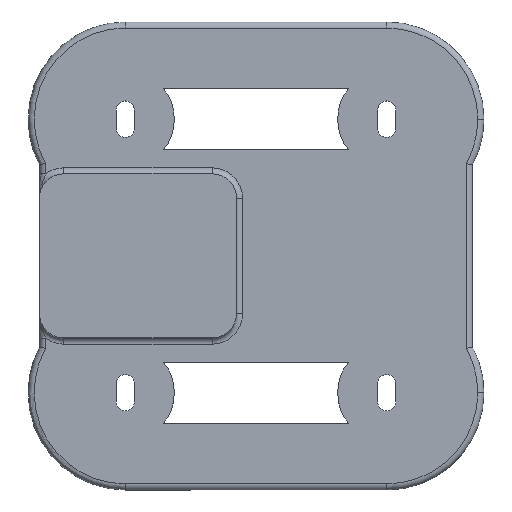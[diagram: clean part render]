
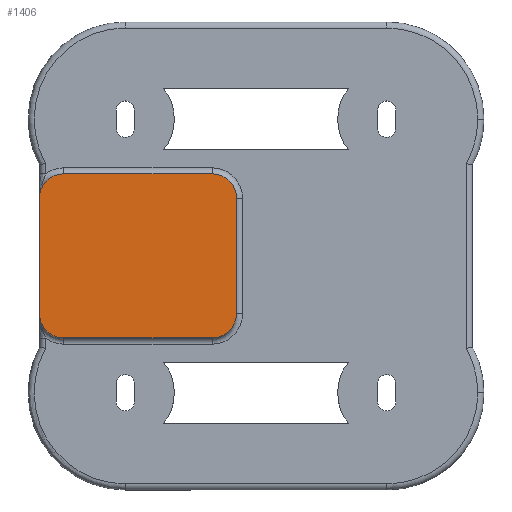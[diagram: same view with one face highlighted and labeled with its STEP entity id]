
A CAD part, top view. The second image highlights one B-rep face of the part: STEP entity #1406.
In plain terms, the highlighted planar face has unit normal (0, 0, 1).
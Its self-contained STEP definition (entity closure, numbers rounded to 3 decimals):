
#12 = ORIENTED_EDGE ( 'NONE', *, *, #687, .T. ) ;
#33 = DIRECTION ( 'NONE',  ( 1., 0., 0. ) ) ;
#52 = DIRECTION ( 'NONE',  ( 0., 1., 0. ) ) ;
#74 = DIRECTION ( 'NONE',  ( 0., -1., 0. ) ) ;
#124 = LINE ( 'NONE', #1942, #1469 ) ;
#175 = CIRCLE ( 'NONE', #1912, 4. ) ;
#247 = DIRECTION ( 'NONE',  ( 1., 0., 0. ) ) ;
#327 = EDGE_CURVE ( 'NONE', #1094, #1759, #900, .T. ) ;
#352 = DIRECTION ( 'NONE',  ( 1., 0., 0. ) ) ;
#366 = CARTESIAN_POINT ( 'NONE',  ( -7.22, -32., 12.8 ) ) ;
#422 = CARTESIAN_POINT ( 'NONE',  ( -7.22, -36., 12.8 ) ) ;
#429 = ORIENTED_EDGE ( 'NONE', *, *, #327, .T. ) ;
#444 = CARTESIAN_POINT ( 'NONE',  ( -3.22, -36., 12.8 ) ) ;
#512 = DIRECTION ( 'NONE',  ( 1., 0., 0. ) ) ;
#514 = EDGE_CURVE ( 'NONE', #2061, #1094, #1336, .T. ) ;
#602 = AXIS2_PLACEMENT_3D ( 'NONE', #366, #1937, #33 ) ;
#617 = CARTESIAN_POINT ( 'NONE',  ( -3.22, -32., 12.8 ) ) ;
#618 = CARTESIAN_POINT ( 'NONE',  ( -35.62, -36., 12.8 ) ) ;
#634 = CARTESIAN_POINT ( 'NONE',  ( -35.62, -32., 12.8 ) ) ;
#644 = CARTESIAN_POINT ( 'NONE',  ( -31.62, -36., 12.8 ) ) ;
#687 = EDGE_CURVE ( 'NONE', #974, #1793, #175, .T. ) ;
#693 = LINE ( 'NONE', #1449, #1774 ) ;
#701 = PLANE ( 'NONE',  #1222 ) ;
#723 = EDGE_CURVE ( 'NONE', #2085, #2127, #1417, .T. ) ;
#804 = EDGE_CURVE ( 'NONE', #1793, #2061, #124, .T. ) ;
#848 = CARTESIAN_POINT ( 'NONE',  ( 0., 0., 12.8 ) ) ;
#900 = LINE ( 'NONE', #618, #2167 ) ;
#909 = DIRECTION ( 'NONE',  ( -1., 0., 0. ) ) ;
#923 = ORIENTED_EDGE ( 'NONE', *, *, #804, .T. ) ;
#974 = VERTEX_POINT ( 'NONE', #2010 ) ;
#977 = DIRECTION ( 'NONE',  ( 1., 0., 0. ) ) ;
#983 = LINE ( 'NONE', #444, #1555 ) ;
#1001 = DIRECTION ( 'NONE',  ( 1., 0., 0. ) ) ;
#1016 = CARTESIAN_POINT ( 'NONE',  ( -31.62, -13., 12.8 ) ) ;
#1054 = CARTESIAN_POINT ( 'NONE',  ( -35.62, -13., 12.8 ) ) ;
#1057 = DIRECTION ( 'NONE',  ( 0., 0., 1. ) ) ;
#1063 = AXIS2_PLACEMENT_3D ( 'NONE', #1016, #1510, #1001 ) ;
#1094 = VERTEX_POINT ( 'NONE', #1054 ) ;
#1112 = CARTESIAN_POINT ( 'NONE',  ( -31.62, -32., 12.8 ) ) ;
#1181 = AXIS2_PLACEMENT_3D ( 'NONE', #1112, #2123, #247 ) ;
#1183 = ORIENTED_EDGE ( 'NONE', *, *, #723, .T. ) ;
#1222 = AXIS2_PLACEMENT_3D ( 'NONE', #848, #2232, #512 ) ;
#1307 = VERTEX_POINT ( 'NONE', #644 ) ;
#1320 = CARTESIAN_POINT ( 'NONE',  ( -31.62, -9., 12.8 ) ) ;
#1336 = CIRCLE ( 'NONE', #1063, 4. ) ;
#1406 = ADVANCED_FACE ( 'NONE', ( #1636 ), #701, .T. ) ;
#1417 = CIRCLE ( 'NONE', #602, 4. ) ;
#1449 = CARTESIAN_POINT ( 'NONE',  ( -3.22, -36., 12.8 ) ) ;
#1469 = VECTOR ( 'NONE', #909, 1000. ) ;
#1480 = CARTESIAN_POINT ( 'NONE',  ( -7.22, -9., 12.8 ) ) ;
#1510 = DIRECTION ( 'NONE',  ( 0., 0., 1. ) ) ;
#1555 = VECTOR ( 'NONE', #977, 1000. ) ;
#1557 = CIRCLE ( 'NONE', #1181, 4. ) ;
#1617 = EDGE_CURVE ( 'NONE', #2127, #974, #693, .T. ) ;
#1622 = ORIENTED_EDGE ( 'NONE', *, *, #514, .T. ) ;
#1628 = EDGE_CURVE ( 'NONE', #1759, #1307, #1557, .T. ) ;
#1636 = FACE_OUTER_BOUND ( 'NONE', #1868, .T. ) ;
#1649 = ORIENTED_EDGE ( 'NONE', *, *, #1628, .T. ) ;
#1715 = CARTESIAN_POINT ( 'NONE',  ( -7.22, -13., 12.8 ) ) ;
#1759 = VERTEX_POINT ( 'NONE', #634 ) ;
#1774 = VECTOR ( 'NONE', #52, 1000. ) ;
#1793 = VERTEX_POINT ( 'NONE', #1480 ) ;
#1868 = EDGE_LOOP ( 'NONE', ( #2077, #12, #923, #1622, #429, #1649, #1995, #1183 ) ) ;
#1912 = AXIS2_PLACEMENT_3D ( 'NONE', #1715, #1057, #352 ) ;
#1937 = DIRECTION ( 'NONE',  ( 0., 0., 1. ) ) ;
#1942 = CARTESIAN_POINT ( 'NONE',  ( -3.22, -9., 12.8 ) ) ;
#1995 = ORIENTED_EDGE ( 'NONE', *, *, #2236, .T. ) ;
#2010 = CARTESIAN_POINT ( 'NONE',  ( -3.22, -13., 12.8 ) ) ;
#2061 = VERTEX_POINT ( 'NONE', #1320 ) ;
#2077 = ORIENTED_EDGE ( 'NONE', *, *, #1617, .T. ) ;
#2085 = VERTEX_POINT ( 'NONE', #422 ) ;
#2123 = DIRECTION ( 'NONE',  ( 0., 0., 1. ) ) ;
#2127 = VERTEX_POINT ( 'NONE', #617 ) ;
#2167 = VECTOR ( 'NONE', #74, 1000. ) ;
#2232 = DIRECTION ( 'NONE',  ( 0., 0., 1. ) ) ;
#2236 = EDGE_CURVE ( 'NONE', #1307, #2085, #983, .T. ) ;
